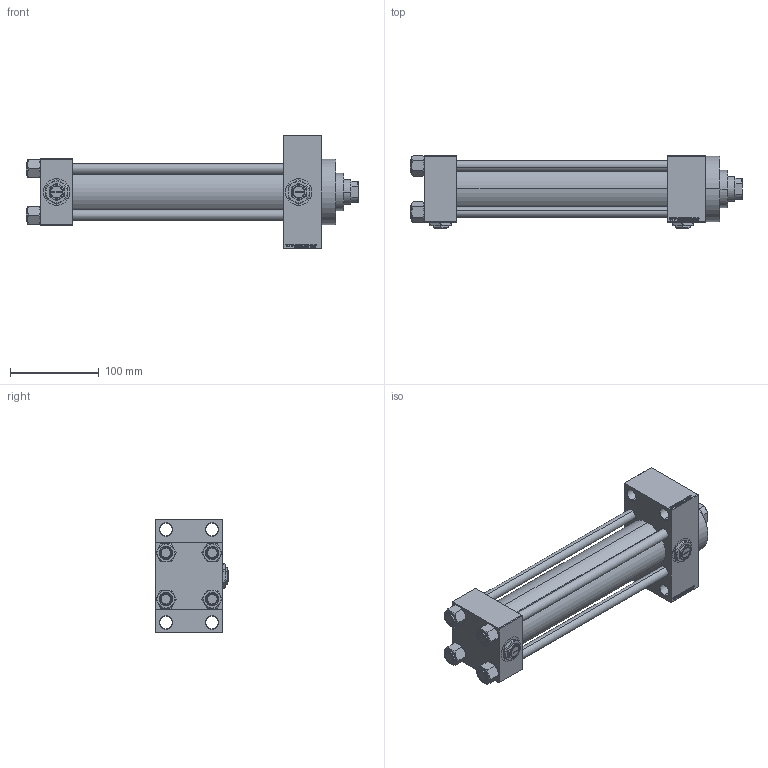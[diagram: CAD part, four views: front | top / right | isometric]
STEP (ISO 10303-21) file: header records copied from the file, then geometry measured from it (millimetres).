
FILE_DESCRIPTION (( 'STEP AP203' ), '1' );
FILE_NAME ('3582.STEP', '2022-06-20T08:45:02', ( '' ), ( '' ), 'SwSTEP 2.0', 'SolidWorks 2019', '' );
FILE_SCHEMA (( 'CONFIG_CONTROL_DESIGN' ));
Length unit declared in the file: millimetre
Products named in the file (9): NUT_M5_D 40a9153faf51655701e86a7cfb62338b; DFA 40a9153faf51655701e86a7cfb62338b; 3582; Zatka_pro_OIL_PORT 40a9153faf51655701e86a7cfb62338b; FEMALE_PART_FOR_DFA 40a9153faf51655701e86a7cfb62338b; V215CR_D_TYCINKA 40a9153faf51655701e86a7cfb62338b; V215CR_VCP_D 40a9153faf51655701e86a7cfb62338b; V215CR_D_Body 40a9153faf51655701e86a7cfb62338b; V215_VC_A 40a9153faf51655701e86a7cfb62338b
Assembly tree (15 placements, depth 3):
  3582
    V215CR_D_Body 40a9153faf51655701e86a7cfb62338b
    V215CR_VCP_D 40a9153faf51655701e86a7cfb62338b
    NUT_M5_D 40a9153faf51655701e86a7cfb62338b  x4
    V215CR_D_TYCINKA 40a9153faf51655701e86a7cfb62338b  x4
    V215_VC_A 40a9153faf51655701e86a7cfb62338b
    DFA 40a9153faf51655701e86a7cfb62338b
      FEMALE_PART_FOR_DFA 40a9153faf51655701e86a7cfb62338b
    Zatka_pro_OIL_PORT 40a9153faf51655701e86a7cfb62338b  x2
Bounding box: 375 x 82.27 x 128 mm (x, y, z)
Volume: 1108447.5 mm3; surface area: 285234.8 mm2
Topology: 14 solids, 14 shells, 1245 faces, 3078 edges, 1980 vertices
Faces by surface type: plane 559, bspline 368, cone 198, cylinder 112, torus 8
Entity records: 50665 total; most frequent: CARTESIAN_POINT 25943, ORIENTED_EDGE 5456, DIRECTION 3662, EDGE_CURVE 2728, VERTEX_POINT 1778, LINE 1596, VECTOR 1596, EDGE_LOOP 1224
